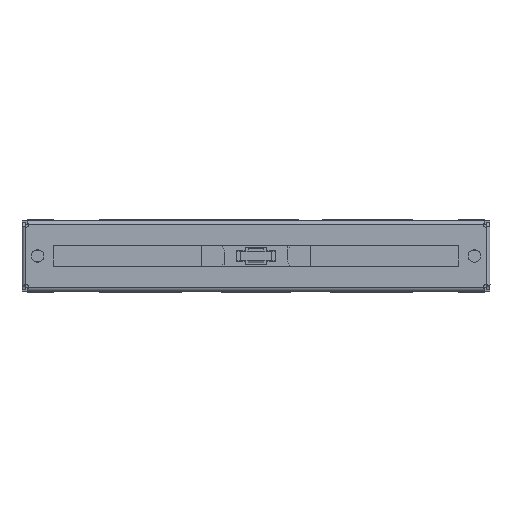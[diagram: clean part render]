
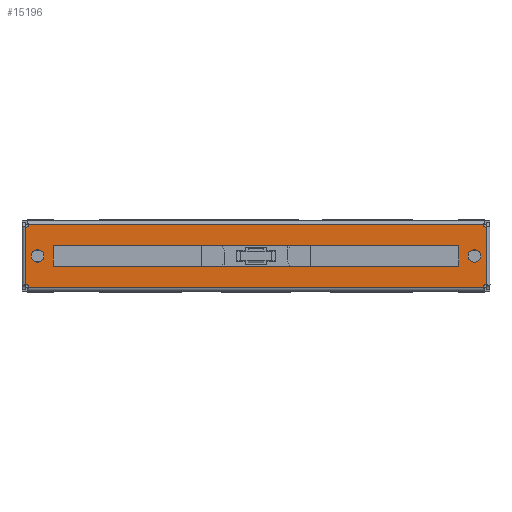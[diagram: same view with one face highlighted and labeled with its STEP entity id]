
A CAD part, top view. The second image highlights one B-rep face of the part: STEP entity #15196.
In plain terms, the highlighted planar face has unit normal (0, 0, 1).
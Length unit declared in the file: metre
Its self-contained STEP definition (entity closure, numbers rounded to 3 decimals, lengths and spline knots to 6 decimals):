
#73=LINE('',#20797,#2102);
#76=LINE('',#20803,#2105);
#79=LINE('',#20809,#2108);
#81=LINE('',#20812,#2110);
#105=LINE('',#20876,#2134);
#141=LINE('',#21063,#2170);
#332=LINE('',#21595,#2361);
#539=LINE('',#22131,#2568);
#2102=VECTOR('',#16820,1.);
#2105=VECTOR('',#16825,1.);
#2108=VECTOR('',#16830,1.);
#2110=VECTOR('',#16834,1.);
#2134=VECTOR('',#16882,1.);
#2170=VECTOR('',#16962,1.);
#2361=VECTOR('',#17379,1.);
#2568=VECTOR('',#17820,1.);
#4275=PLANE('',#16097);
#5966=ORIENTED_EDGE('',*,*,#9250,.T.);
#5967=ORIENTED_EDGE('',*,*,#9254,.T.);
#5968=ORIENTED_EDGE('',*,*,#9267,.F.);
#5969=ORIENTED_EDGE('',*,*,#9264,.F.);
#5970=ORIENTED_EDGE('',*,*,#9261,.F.);
#5971=ORIENTED_EDGE('',*,*,#9269,.F.);
#5972=ORIENTED_EDGE('',*,*,#9820,.T.);
#5973=ORIENTED_EDGE('',*,*,#9621,.T.);
#5974=ORIENTED_EDGE('',*,*,#9576,.T.);
#5975=ORIENTED_EDGE('',*,*,#9570,.T.);
#5976=ORIENTED_EDGE('',*,*,#9346,.T.);
#5977=ORIENTED_EDGE('',*,*,#9329,.T.);
#5978=ORIENTED_EDGE('',*,*,#9298,.T.);
#5979=ORIENTED_EDGE('',*,*,#9827,.T.);
#9250=EDGE_CURVE('',#11467,#11467,#12949,.T.);
#9254=EDGE_CURVE('',#11471,#11471,#12953,.T.);
#9261=EDGE_CURVE('',#11478,#11475,#73,.T.);
#9264=EDGE_CURVE('',#11475,#11479,#76,.T.);
#9267=EDGE_CURVE('',#11479,#11481,#79,.T.);
#9269=EDGE_CURVE('',#11481,#11478,#81,.T.);
#9298=EDGE_CURVE('',#11507,#11505,#105,.T.);
#9329=EDGE_CURVE('',#11523,#11507,#12967,.T.);
#9346=EDGE_CURVE('',#11536,#11523,#141,.T.);
#9570=EDGE_CURVE('',#11679,#11536,#13003,.T.);
#9576=EDGE_CURVE('',#11684,#11679,#332,.T.);
#9621=EDGE_CURVE('',#11711,#11684,#13010,.T.);
#9820=EDGE_CURVE('',#11844,#11711,#539,.T.);
#9827=EDGE_CURVE('',#11505,#11844,#13041,.T.);
#11467=VERTEX_POINT('',#20769);
#11471=VERTEX_POINT('',#20780);
#11475=VERTEX_POINT('',#20791);
#11478=VERTEX_POINT('',#20796);
#11479=VERTEX_POINT('',#20800);
#11481=VERTEX_POINT('',#20806);
#11505=VERTEX_POINT('',#20874);
#11507=VERTEX_POINT('',#20877);
#11523=VERTEX_POINT('',#20988);
#11536=VERTEX_POINT('',#21064);
#11679=VERTEX_POINT('',#21552);
#11684=VERTEX_POINT('',#21596);
#11711=VERTEX_POINT('',#21706);
#11844=VERTEX_POINT('',#22132);
#12949=CIRCLE('',#15811,0.0008);
#12953=CIRCLE('',#15818,0.0008);
#12967=CIRCLE('',#15856,0.00025);
#13003=CIRCLE('',#15972,0.00025);
#13010=CIRCLE('',#15996,0.00025);
#13041=CIRCLE('',#16096,0.00025);
#13340=EDGE_LOOP('',(#5966));
#13341=EDGE_LOOP('',(#5967));
#13342=EDGE_LOOP('',(#5968,#5969,#5970,#5971));
#13343=EDGE_LOOP('',(#5972,#5973,#5974,#5975,#5976,#5977,#5978,#5979));
#14229=FACE_BOUND('',#13340,.T.);
#14230=FACE_BOUND('',#13341,.T.);
#14231=FACE_BOUND('',#13342,.T.);
#14232=FACE_BOUND('',#13343,.T.);
#15196=ADVANCED_FACE('',(#14229,#14230,#14231,#14232),#4275,.F.);
#15811=AXIS2_PLACEMENT_3D('',#20768,#16789,#16790);
#15818=AXIS2_PLACEMENT_3D('',#20779,#16803,#16804);
#15856=AXIS2_PLACEMENT_3D('',#20989,#16938,#16939);
#15972=AXIS2_PLACEMENT_3D('',#21553,#17370,#17371);
#15996=AXIS2_PLACEMENT_3D('',#21707,#17460,#17461);
#16096=AXIS2_PLACEMENT_3D('',#22167,#17833,#17834);
#16097=AXIS2_PLACEMENT_3D('',#22168,#17835,#17836);
#16789=DIRECTION('',(0.,0.,-1.));
#16790=DIRECTION('',(-1.,0.,0.));
#16803=DIRECTION('',(0.,0.,-1.));
#16804=DIRECTION('',(-1.,0.,0.));
#16820=DIRECTION('',(1.,0.,0.));
#16825=DIRECTION('',(0.,1.,0.));
#16830=DIRECTION('',(-1.,0.,0.));
#16834=DIRECTION('',(0.,-1.,0.));
#16882=DIRECTION('',(0.,1.,0.));
#16938=DIRECTION('',(0.,0.,-1.));
#16939=DIRECTION('',(-0.978,-0.207,0.));
#16962=DIRECTION('',(1.,0.,0.));
#17370=DIRECTION('',(0.,0.,-1.));
#17371=DIRECTION('',(-0.207,0.978,0.));
#17379=DIRECTION('',(0.,-1.,0.));
#17460=DIRECTION('',(0.,0.,-1.));
#17461=DIRECTION('',(0.978,0.207,0.));
#17820=DIRECTION('',(-1.,0.,0.));
#17833=DIRECTION('',(0.,0.,-1.));
#17834=DIRECTION('',(0.207,-0.978,0.));
#17835=DIRECTION('',(0.,0.,-1.));
#17836=DIRECTION('',(-1.,0.,0.));
#20768=CARTESIAN_POINT('',(0.028,-0.000002,0.006505));
#20769=CARTESIAN_POINT('',(0.0272,-0.000002,0.006505));
#20779=CARTESIAN_POINT('',(-0.028,-0.000002,0.006505));
#20780=CARTESIAN_POINT('',(-0.0288,-0.000002,0.006505));
#20791=CARTESIAN_POINT('',(0.026,-0.001302,0.006505));
#20796=CARTESIAN_POINT('',(-0.026,-0.001302,0.006505));
#20797=CARTESIAN_POINT('',(-0.026,-0.001302,0.006505));
#20800=CARTESIAN_POINT('',(0.026,0.001298,0.006506));
#20803=CARTESIAN_POINT('',(0.026,-0.001302,0.006505));
#20806=CARTESIAN_POINT('',(-0.026,0.001298,0.006506));
#20809=CARTESIAN_POINT('',(0.026,0.001298,0.006506));
#20812=CARTESIAN_POINT('',(-0.026,0.001298,0.006506));
#20874=CARTESIAN_POINT('',(0.0295,0.003702,0.006507));
#20876=CARTESIAN_POINT('',(0.0295,-0.003705,0.006504));
#20877=CARTESIAN_POINT('',(0.0295,-0.003705,0.006504));
#20988=CARTESIAN_POINT('',(0.029204,-0.004002,0.006504));
#20989=CARTESIAN_POINT('',(0.029448,-0.00395,0.006504));
#21063=CARTESIAN_POINT('',(-0.029204,-0.004002,0.006504));
#21064=CARTESIAN_POINT('',(-0.029204,-0.004002,0.006504));
#21552=CARTESIAN_POINT('',(-0.0295,-0.003705,0.006504));
#21553=CARTESIAN_POINT('',(-0.029448,-0.00395,0.006504));
#21595=CARTESIAN_POINT('',(-0.0295,0.003702,0.006507));
#21596=CARTESIAN_POINT('',(-0.0295,0.003702,0.006507));
#21706=CARTESIAN_POINT('',(-0.029204,0.003998,0.006507));
#21707=CARTESIAN_POINT('',(-0.029448,0.003946,0.006507));
#22131=CARTESIAN_POINT('',(0.029204,0.003998,0.006507));
#22132=CARTESIAN_POINT('',(0.029204,0.003998,0.006507));
#22167=CARTESIAN_POINT('',(0.029448,0.003946,0.006507));
#22168=CARTESIAN_POINT('',(0.,-0.000002,0.006505));
